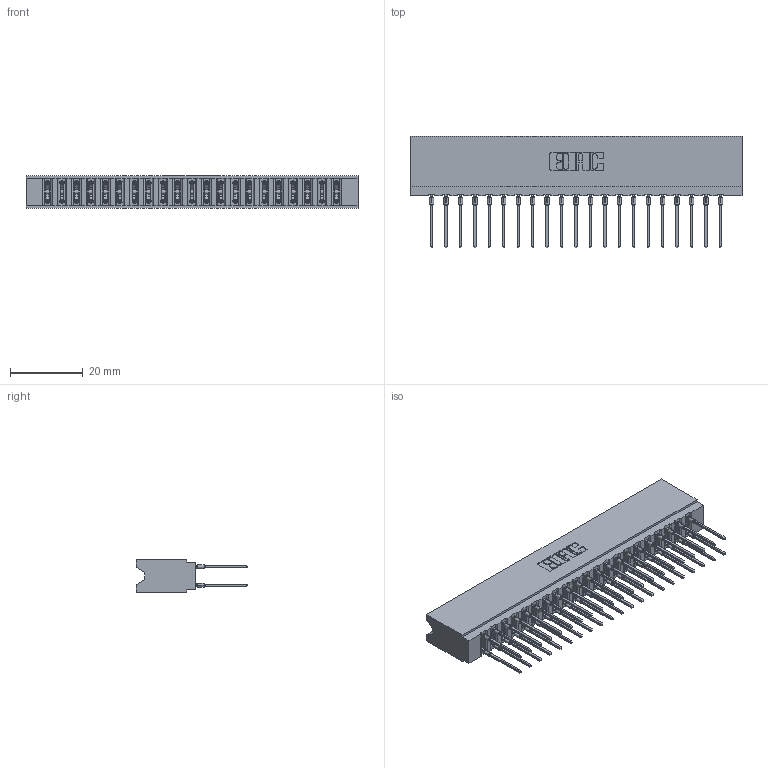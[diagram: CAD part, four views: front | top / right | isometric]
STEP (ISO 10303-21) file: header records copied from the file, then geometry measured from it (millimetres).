
FILE_DESCRIPTION (( 'STEP AP203' ), '1' );
FILE_NAME ('737-042-540-206.STEP', '2026-03-05T23:04:06', ( '' ), ( '' ), 'SwSTEP 2.0', 'SolidWorks 2023', '' );
FILE_SCHEMA (( 'CONFIG_CONTROL_DESIGN' ));
Length unit declared in the file: millimetre
Products named in the file (3): 737 Part_Insulator Option - 06; 745-292-001_540; 737-042-540-206
Assembly tree (43 placements, depth 2):
  737-042-540-206
    737 Part_Insulator Option - 06
    745-292-001_540  x42
Bounding box: 91.08 x 30.62 x 8.89 mm (x, y, z)
Volume: 9178.9 mm3; surface area: 13795.6 mm2
Topology: 43 solids, 43 shells, 3875 faces, 10421 edges, 6554 vertices
Faces by surface type: plane 2008, bspline 840, cylinder 775, torus 252
Entity records: 38901 total; most frequent: CARTESIAN_POINT 7262, ORIENTED_EDGE 6656, DIRECTION 5828, EDGE_CURVE 3328, LINE 3020, VECTOR 3020, VERTEX_POINT 2126, AXIS2_PLACEMENT_3D 1404
